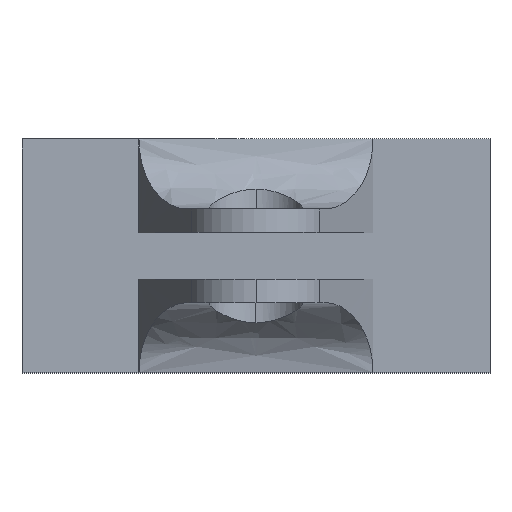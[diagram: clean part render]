
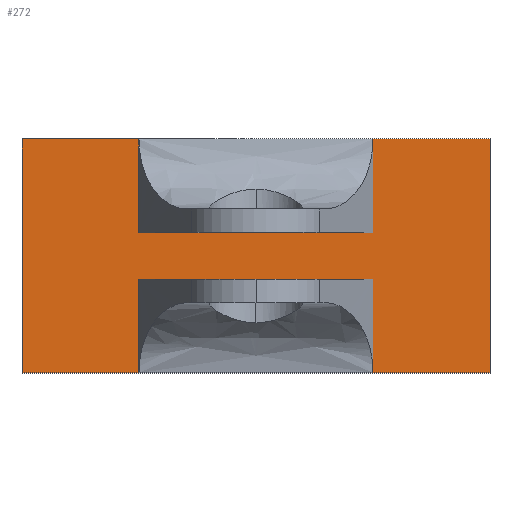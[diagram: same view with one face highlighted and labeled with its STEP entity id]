
A CAD part, top view. The second image highlights one B-rep face of the part: STEP entity #272.
In plain terms, the highlighted planar face has unit normal (0, 0, 1).
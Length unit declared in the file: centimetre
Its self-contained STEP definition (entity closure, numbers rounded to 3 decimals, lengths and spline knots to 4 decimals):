
#9 = DIRECTION ( 'NONE',  ( -1., 0., 0. ) ) ;
#13 = FACE_OUTER_BOUND ( 'NONE', #696, .T. ) ;
#18 = EDGE_CURVE ( 'NONE', #643, #922, #758, .T. ) ;
#28 = VECTOR ( 'NONE', #9, 100. ) ;
#46 = ORIENTED_EDGE ( 'NONE', *, *, #1390, .F. ) ;
#63 = ORIENTED_EDGE ( 'NONE', *, *, #929, .T. ) ;
#100 = VECTOR ( 'NONE', #724, 100. ) ;
#113 = CARTESIAN_POINT ( 'NONE',  ( 2.5, 2.5, 0. ) ) ;
#118 = PLANE ( 'NONE',  #1498 ) ;
#123 = LINE ( 'NONE', #211, #28 ) ;
#137 = ORIENTED_EDGE ( 'NONE', *, *, #1407, .F. ) ;
#144 = VERTEX_POINT ( 'NONE', #997 ) ;
#173 = CARTESIAN_POINT ( 'NONE',  ( -2.5, -0.5, 0. ) ) ;
#186 = ORIENTED_EDGE ( 'NONE', *, *, #472, .T. ) ;
#209 = DIRECTION ( 'NONE',  ( 0., -1., 0. ) ) ;
#211 = CARTESIAN_POINT ( 'NONE',  ( 5., 2.5, 0. ) ) ;
#228 = VERTEX_POINT ( 'NONE', #466 ) ;
#229 = CARTESIAN_POINT ( 'NONE',  ( -5., -2.5, 0. ) ) ;
#263 = ORIENTED_EDGE ( 'NONE', *, *, #18, .T. ) ;
#272 = ADVANCED_FACE ( 'NONE', ( #13 ), #118, .T. ) ;
#326 = DIRECTION ( 'NONE',  ( 0., 1., 0. ) ) ;
#385 = VECTOR ( 'NONE', #973, 100. ) ;
#405 = CARTESIAN_POINT ( 'NONE',  ( -5., 2.5, 0. ) ) ;
#410 = VECTOR ( 'NONE', #689, 100. ) ;
#421 = EDGE_CURVE ( 'NONE', #783, #1066, #565, .T. ) ;
#426 = DIRECTION ( 'NONE',  ( 0., 1., 0. ) ) ;
#428 = CARTESIAN_POINT ( 'NONE',  ( -2.5, -1., 0. ) ) ;
#436 = LINE ( 'NONE', #905, #1330 ) ;
#439 = LINE ( 'NONE', #1392, #1224 ) ;
#447 = CARTESIAN_POINT ( 'NONE',  ( 5., -2.5, 0. ) ) ;
#466 = CARTESIAN_POINT ( 'NONE',  ( 2.5, -0.5, 0. ) ) ;
#471 = CARTESIAN_POINT ( 'NONE',  ( -2.5, 0.5, 0. ) ) ;
#472 = EDGE_CURVE ( 'NONE', #599, #144, #1112, .T. ) ;
#523 = DIRECTION ( 'NONE',  ( -1., 0., 0. ) ) ;
#528 = ORIENTED_EDGE ( 'NONE', *, *, #725, .F. ) ;
#565 = LINE ( 'NONE', #1408, #664 ) ;
#581 = CARTESIAN_POINT ( 'NONE',  ( 0., 0., 0. ) ) ;
#599 = VERTEX_POINT ( 'NONE', #1285 ) ;
#616 = CARTESIAN_POINT ( 'NONE',  ( -2.5, -2.5, 0. ) ) ;
#642 = LINE ( 'NONE', #428, #1378 ) ;
#643 = VERTEX_POINT ( 'NONE', #1394 ) ;
#657 = EDGE_CURVE ( 'NONE', #144, #1364, #947, .T. ) ;
#663 = VECTOR ( 'NONE', #209, 100. ) ;
#664 = VECTOR ( 'NONE', #918, 100. ) ;
#686 = LINE ( 'NONE', #790, #663 ) ;
#689 = DIRECTION ( 'NONE',  ( 1., 0., 0. ) ) ;
#696 = EDGE_LOOP ( 'NONE', ( #46, #63, #186, #1303, #1438, #263, #137, #1015, #1297, #952, #1031, #528 ) ) ;
#724 = DIRECTION ( 'NONE',  ( 0., -1., 0. ) ) ;
#725 = EDGE_CURVE ( 'NONE', #228, #1098, #1222, .T. ) ;
#738 = VERTEX_POINT ( 'NONE', #405 ) ;
#749 = VERTEX_POINT ( 'NONE', #1414 ) ;
#758 = LINE ( 'NONE', #1445, #907 ) ;
#783 = VERTEX_POINT ( 'NONE', #229 ) ;
#790 = CARTESIAN_POINT ( 'NONE',  ( -2.5, 1., 0. ) ) ;
#815 = EDGE_CURVE ( 'NONE', #749, #738, #123, .T. ) ;
#862 = DIRECTION ( 'NONE',  ( -1., 0., 0. ) ) ;
#864 = VERTEX_POINT ( 'NONE', #1290 ) ;
#905 = CARTESIAN_POINT ( 'NONE',  ( 2.5, -1., 0. ) ) ;
#907 = VECTOR ( 'NONE', #862, 100. ) ;
#918 = DIRECTION ( 'NONE',  ( 1., 0., 0. ) ) ;
#922 = VERTEX_POINT ( 'NONE', #471 ) ;
#929 = EDGE_CURVE ( 'NONE', #864, #599, #1505, .T. ) ;
#936 = DIRECTION ( 'NONE',  ( 0., 0., 1. ) ) ;
#940 = DIRECTION ( 'NONE',  ( 0., -1., 0. ) ) ;
#947 = LINE ( 'NONE', #961, #385 ) ;
#951 = EDGE_CURVE ( 'NONE', #1364, #643, #439, .T. ) ;
#952 = ORIENTED_EDGE ( 'NONE', *, *, #421, .T. ) ;
#954 = VECTOR ( 'NONE', #523, 100. ) ;
#961 = CARTESIAN_POINT ( 'NONE',  ( 5., 2.5, 0. ) ) ;
#973 = DIRECTION ( 'NONE',  ( -1., 0., 0. ) ) ;
#997 = CARTESIAN_POINT ( 'NONE',  ( 5., 2.5, 0. ) ) ;
#1015 = ORIENTED_EDGE ( 'NONE', *, *, #815, .T. ) ;
#1031 = ORIENTED_EDGE ( 'NONE', *, *, #1180, .T. ) ;
#1066 = VERTEX_POINT ( 'NONE', #616 ) ;
#1086 = CARTESIAN_POINT ( 'NONE',  ( -5., -2.5, 0. ) ) ;
#1098 = VERTEX_POINT ( 'NONE', #1182 ) ;
#1112 = LINE ( 'NONE', #1128, #1252 ) ;
#1114 = DIRECTION ( 'NONE',  ( 0., 1., 0. ) ) ;
#1119 = EDGE_CURVE ( 'NONE', #738, #783, #1314, .T. ) ;
#1128 = CARTESIAN_POINT ( 'NONE',  ( 5., -2.5, 0. ) ) ;
#1180 = EDGE_CURVE ( 'NONE', #1066, #1098, #642, .T. ) ;
#1182 = CARTESIAN_POINT ( 'NONE',  ( -2.5, -0.5, 0. ) ) ;
#1222 = LINE ( 'NONE', #173, #954 ) ;
#1224 = VECTOR ( 'NONE', #940, 100. ) ;
#1252 = VECTOR ( 'NONE', #426, 100. ) ;
#1285 = CARTESIAN_POINT ( 'NONE',  ( 5., -2.5, 0. ) ) ;
#1290 = CARTESIAN_POINT ( 'NONE',  ( 2.5, -2.5, 0. ) ) ;
#1297 = ORIENTED_EDGE ( 'NONE', *, *, #1119, .T. ) ;
#1302 = DIRECTION ( 'NONE',  ( 1., 0., 0. ) ) ;
#1303 = ORIENTED_EDGE ( 'NONE', *, *, #657, .T. ) ;
#1314 = LINE ( 'NONE', #1086, #100 ) ;
#1330 = VECTOR ( 'NONE', #326, 100. ) ;
#1364 = VERTEX_POINT ( 'NONE', #113 ) ;
#1378 = VECTOR ( 'NONE', #1114, 100. ) ;
#1390 = EDGE_CURVE ( 'NONE', #864, #228, #436, .T. ) ;
#1392 = CARTESIAN_POINT ( 'NONE',  ( 2.5, 1., 0. ) ) ;
#1394 = CARTESIAN_POINT ( 'NONE',  ( 2.5, 0.5, 0. ) ) ;
#1407 = EDGE_CURVE ( 'NONE', #749, #922, #686, .T. ) ;
#1408 = CARTESIAN_POINT ( 'NONE',  ( 5., -2.5, 0. ) ) ;
#1414 = CARTESIAN_POINT ( 'NONE',  ( -2.5, 2.5, 0. ) ) ;
#1438 = ORIENTED_EDGE ( 'NONE', *, *, #951, .T. ) ;
#1445 = CARTESIAN_POINT ( 'NONE',  ( -2.5, 0.5, 0. ) ) ;
#1498 = AXIS2_PLACEMENT_3D ( 'NONE', #581, #936, #1302 ) ;
#1505 = LINE ( 'NONE', #447, #410 ) ;
